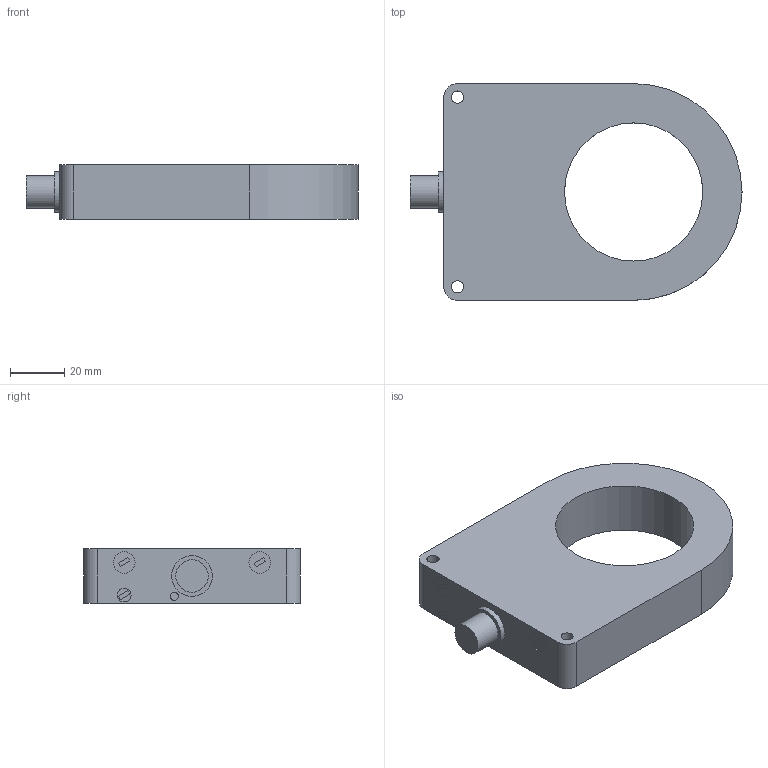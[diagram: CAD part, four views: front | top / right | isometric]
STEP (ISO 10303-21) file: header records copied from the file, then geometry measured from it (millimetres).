
FILE_DESCRIPTION((''),'2;1');
FILE_NAME('IR50.stp','2007-12-04T08:15:21',('diel'),(''),'Autodesk Inventor 10','Autodesk Inventor 10','');
FILE_SCHEMA(('AUTOMOTIVE_DESIGN { 1 0 10303 214 1 1 1 1 }'));
Length unit declared in the file: millimetre
Products named in the file (3): IR50; SteckeranschlußM12
Assembly tree (2 placements, depth 2):
  IR50
    IR50
    SteckeranschlußM12
Bounding box: 122.5 x 80 x 20 mm (x, y, z)
Volume: 122168.6 mm3; surface area: 23591.9 mm2
Topology: 2 solids, 2 shells, 41 faces, 84 edges, 56 vertices
Faces by surface type: plane 28, cylinder 13
Full cylindrical faces by diameter (mm): 2.996 x1, 3 x1, 4.5 x2, 5 x1, 8 x2, 12 x1, 15 x1, 51 x1
Entity records: 1122 total; most frequent: DIRECTION 192, CARTESIAN_POINT 176, ORIENTED_EDGE 148, EDGE_CURVE 74, AXIS2_PLACEMENT_3D 72, EDGE_LOOP 66, VERTEX_POINT 56, VECTOR 48
